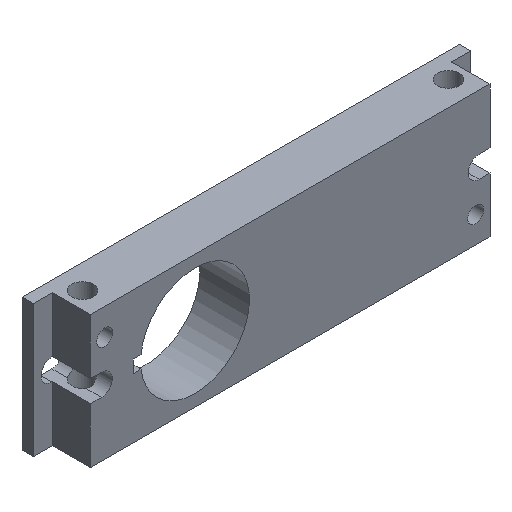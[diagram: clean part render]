
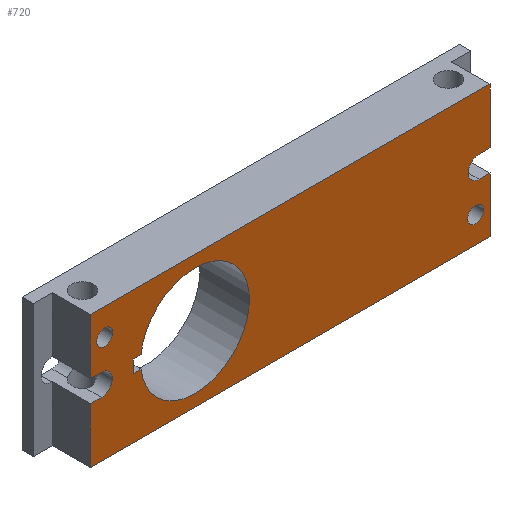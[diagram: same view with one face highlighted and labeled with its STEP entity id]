
A CAD part, isometric view. The second image highlights one B-rep face of the part: STEP entity #720.
In plain terms, the highlighted planar face has unit normal (0, -1, 0).
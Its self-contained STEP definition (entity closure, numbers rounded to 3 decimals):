
#30=PLANE('',#787);
#41=CIRCLE('',#750,2.2);
#44=CIRCLE('',#756,1.621);
#45=CIRCLE('',#758,2.2);
#48=CIRCLE('',#764,1.621);
#61=CIRCLE('',#788,11.);
#83=LINE('',#1186,#149);
#87=LINE('',#1195,#153);
#96=LINE('',#1217,#162);
#101=LINE('',#1228,#167);
#102=LINE('',#1231,#168);
#109=LINE('',#1252,#175);
#113=LINE('',#1262,#179);
#114=LINE('',#1264,#180);
#115=LINE('',#1266,#181);
#116=LINE('',#1267,#182);
#117=LINE('',#1268,#183);
#118=LINE('',#1269,#184);
#119=LINE('',#1270,#185);
#149=VECTOR('',#867,1000.);
#153=VECTOR('',#877,1000.);
#162=VECTOR('',#896,1000.);
#167=VECTOR('',#905,1000.);
#168=VECTOR('',#910,1000.);
#175=VECTOR('',#929,1000.);
#179=VECTOR('',#937,1000.);
#180=VECTOR('',#938,1000.);
#181=VECTOR('',#939,1000.);
#182=VECTOR('',#940,1000.);
#183=VECTOR('',#941,1000.);
#184=VECTOR('',#942,1000.);
#185=VECTOR('',#943,1000.);
#289=ORIENTED_EDGE('',*,*,#469,.T.);
#290=ORIENTED_EDGE('',*,*,#470,.T.);
#291=ORIENTED_EDGE('',*,*,#471,.T.);
#292=ORIENTED_EDGE('',*,*,#472,.T.);
#293=ORIENTED_EDGE('',*,*,#415,.F.);
#294=ORIENTED_EDGE('',*,*,#403,.F.);
#295=ORIENTED_EDGE('',*,*,#473,.F.);
#296=ORIENTED_EDGE('',*,*,#429,.F.);
#297=ORIENTED_EDGE('',*,*,#474,.F.);
#298=ORIENTED_EDGE('',*,*,#454,.T.);
#299=ORIENTED_EDGE('',*,*,#395,.T.);
#300=ORIENTED_EDGE('',*,*,#452,.T.);
#301=ORIENTED_EDGE('',*,*,#475,.F.);
#302=ORIENTED_EDGE('',*,*,#465,.F.);
#303=ORIENTED_EDGE('',*,*,#476,.F.);
#304=ORIENTED_EDGE('',*,*,#434,.T.);
#305=ORIENTED_EDGE('',*,*,#407,.T.);
#306=ORIENTED_EDGE('',*,*,#446,.T.);
#395=EDGE_CURVE('',#494,#493,#41,.T.);
#403=EDGE_CURVE('',#501,#501,#44,.T.);
#407=EDGE_CURVE('',#506,#505,#45,.T.);
#415=EDGE_CURVE('',#513,#513,#48,.T.);
#429=EDGE_CURVE('',#526,#521,#83,.T.);
#434=EDGE_CURVE('',#529,#506,#87,.T.);
#446=EDGE_CURVE('',#505,#536,#96,.T.);
#452=EDGE_CURVE('',#493,#540,#101,.T.);
#454=EDGE_CURVE('',#541,#494,#102,.T.);
#465=EDGE_CURVE('',#548,#549,#109,.T.);
#469=EDGE_CURVE('',#551,#552,#61,.T.);
#470=EDGE_CURVE('',#552,#553,#113,.T.);
#471=EDGE_CURVE('',#553,#554,#114,.T.);
#472=EDGE_CURVE('',#554,#551,#115,.T.);
#473=EDGE_CURVE('',#521,#536,#116,.T.);
#474=EDGE_CURVE('',#541,#526,#117,.T.);
#475=EDGE_CURVE('',#549,#540,#118,.T.);
#476=EDGE_CURVE('',#529,#548,#119,.T.);
#493=VERTEX_POINT('',#1005);
#494=VERTEX_POINT('',#1007);
#501=VERTEX_POINT('',#1053);
#505=VERTEX_POINT('',#1089);
#506=VERTEX_POINT('',#1091);
#513=VERTEX_POINT('',#1137);
#521=VERTEX_POINT('',#1175);
#526=VERTEX_POINT('',#1185);
#529=VERTEX_POINT('',#1196);
#536=VERTEX_POINT('',#1216);
#540=VERTEX_POINT('',#1227);
#541=VERTEX_POINT('',#1232);
#548=VERTEX_POINT('',#1251);
#549=VERTEX_POINT('',#1253);
#551=VERTEX_POINT('',#1260);
#552=VERTEX_POINT('',#1261);
#553=VERTEX_POINT('',#1263);
#554=VERTEX_POINT('',#1265);
#595=EDGE_LOOP('',(#289,#290,#291,#292));
#596=EDGE_LOOP('',(#293));
#597=EDGE_LOOP('',(#294));
#598=EDGE_LOOP('',(#295,#296,#297,#298,#299,#300,#301,#302,#303,#304,#305,
#306));
#655=FACE_BOUND('',#595,.T.);
#656=FACE_BOUND('',#596,.T.);
#657=FACE_BOUND('',#597,.T.);
#658=FACE_BOUND('',#598,.T.);
#720=ADVANCED_FACE('',(#655,#656,#657,#658),#30,.F.);
#750=AXIS2_PLACEMENT_3D('',#1006,#812,#813);
#756=AXIS2_PLACEMENT_3D('',#1052,#827,#828);
#758=AXIS2_PLACEMENT_3D('',#1090,#832,#833);
#764=AXIS2_PLACEMENT_3D('',#1136,#847,#848);
#787=AXIS2_PLACEMENT_3D('',#1258,#933,#934);
#788=AXIS2_PLACEMENT_3D('',#1259,#935,#936);
#812=DIRECTION('',(0.,1.,0.));
#813=DIRECTION('',(1.,0.,0.));
#827=DIRECTION('',(0.,-1.,0.));
#828=DIRECTION('',(0.,0.,-1.));
#832=DIRECTION('',(0.,1.,0.));
#833=DIRECTION('',(1.,0.,0.));
#847=DIRECTION('',(0.,-1.,0.));
#848=DIRECTION('',(0.,0.,-1.));
#867=DIRECTION('',(1.,0.,0.));
#877=DIRECTION('',(-1.,0.,0.));
#896=DIRECTION('',(1.,0.,0.));
#905=DIRECTION('',(-1.,0.,0.));
#910=DIRECTION('',(1.,0.,0.));
#929=DIRECTION('',(-1.,0.,0.));
#933=DIRECTION('',(0.,1.,0.));
#934=DIRECTION('',(0.,0.,1.));
#935=DIRECTION('',(0.,1.,0.));
#936=DIRECTION('',(1.,0.,0.));
#937=DIRECTION('',(-1.,0.,0.));
#938=DIRECTION('',(0.,0.,1.));
#939=DIRECTION('',(1.,0.,0.));
#940=DIRECTION('',(0.,0.,-1.));
#941=DIRECTION('',(0.,0.,1.));
#942=DIRECTION('',(0.,0.,1.));
#943=DIRECTION('',(0.,0.,-1.));
#1005=CARTESIAN_POINT('',(-38.2,-10.,-2.2));
#1006=CARTESIAN_POINT('',(-38.2,-10.,0.));
#1007=CARTESIAN_POINT('',(-38.2,-10.,2.2));
#1052=CARTESIAN_POINT('',(-37.5,-10.,8.));
#1053=CARTESIAN_POINT('',(-37.5,-10.,6.379));
#1089=CARTESIAN_POINT('',(38.2,-10.,2.2));
#1090=CARTESIAN_POINT('',(38.2,-10.,0.));
#1091=CARTESIAN_POINT('',(38.2,-10.,-2.2));
#1136=CARTESIAN_POINT('',(37.5,-10.,-8.));
#1137=CARTESIAN_POINT('',(37.5,-10.,-9.621));
#1175=CARTESIAN_POINT('',(40.4,-10.,13.4));
#1185=CARTESIAN_POINT('',(-40.4,-10.,13.4));
#1186=CARTESIAN_POINT('',(-44.25,-10.,13.4));
#1195=CARTESIAN_POINT('',(40.5,-10.,-2.2));
#1196=CARTESIAN_POINT('',(40.4,-10.,-2.2));
#1216=CARTESIAN_POINT('',(40.4,-10.,2.2));
#1217=CARTESIAN_POINT('',(38.2,-10.,2.2));
#1227=CARTESIAN_POINT('',(-40.4,-10.,-2.2));
#1228=CARTESIAN_POINT('',(-38.2,-10.,-2.2));
#1231=CARTESIAN_POINT('',(-40.5,-10.,2.2));
#1232=CARTESIAN_POINT('',(-40.4,-10.,2.2));
#1251=CARTESIAN_POINT('',(40.4,-10.,-13.4));
#1252=CARTESIAN_POINT('',(44.25,-10.,-13.4));
#1253=CARTESIAN_POINT('',(-40.4,-10.,-13.4));
#1258=CARTESIAN_POINT('',(0.,-10.,0.));
#1259=CARTESIAN_POINT('',(-19.25,-10.,0.));
#1260=CARTESIAN_POINT('',(-30.173,-10.,1.3));
#1261=CARTESIAN_POINT('',(-30.173,-10.,-1.3));
#1262=CARTESIAN_POINT('',(-30.173,-10.,-1.3));
#1263=CARTESIAN_POINT('',(-31.75,-10.,-1.3));
#1264=CARTESIAN_POINT('',(-31.75,-10.,-1.3));
#1265=CARTESIAN_POINT('',(-31.75,-10.,1.3));
#1266=CARTESIAN_POINT('',(-31.75,-10.,1.3));
#1267=CARTESIAN_POINT('',(40.4,-10.,0.));
#1268=CARTESIAN_POINT('',(-40.4,-10.,0.));
#1269=CARTESIAN_POINT('',(-40.4,-10.,0.));
#1270=CARTESIAN_POINT('',(40.4,-10.,0.));
